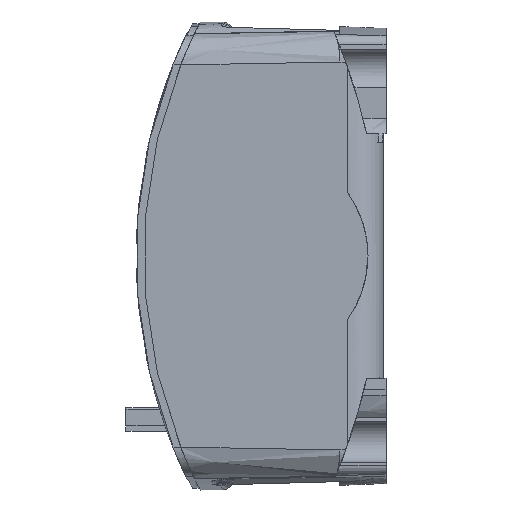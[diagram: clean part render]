
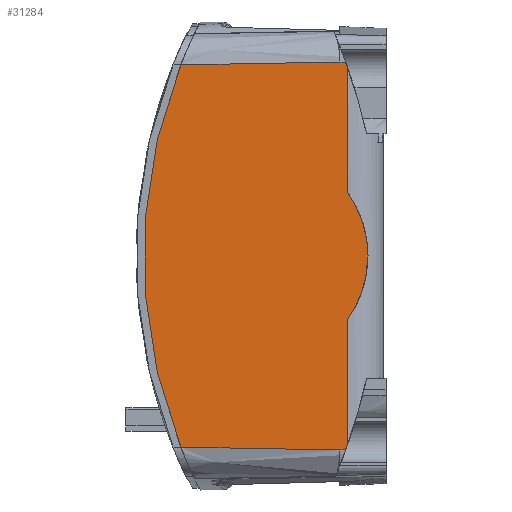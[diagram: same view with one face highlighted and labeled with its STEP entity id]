
A CAD part, left-side view. The second image highlights one B-rep face of the part: STEP entity #31284.
In plain terms, the highlighted planar face has unit normal (-1, 0, 0).
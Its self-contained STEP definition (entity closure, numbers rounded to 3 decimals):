
#12730=CARTESIAN_POINT('',(-65.,6.373,37.656));
#12744=CARTESIAN_POINT('',(-65.,6.,-36.617));
#12816=CARTESIAN_POINT('',(-65.,6.,36.616));
#12921=DIRECTION('',(0.,0.,-1.));
#12922=VECTOR('',#12921,24.288);
#12923=CARTESIAN_POINT('',(-65.,6.,36.616));
#12924=LINE('',#12923,#12922);
#12928=CARTESIAN_POINT('',(-65.,23.,0.));
#12929=DIRECTION('',(-1.,0.,0.));
#12930=DIRECTION('',(0.,-0.81,-0.587));
#12931=AXIS2_PLACEMENT_3D('',#12928,#12929,#12930);
#12936=DIRECTION('',(0.,0.,-1.));
#12937=VECTOR('',#12936,24.288);
#12938=CARTESIAN_POINT('',(-65.,6.,-12.329));
#12939=LINE('',#12938,#12937);
#12943=CARTESIAN_POINT('',(-65.,6.373,-37.656));
#12944=CARTESIAN_POINT('',(-65.,6.31,-37.483));
#12945=CARTESIAN_POINT('',(-65.,6.185,-37.137));
#12946=CARTESIAN_POINT('',(-65.,6.061,-36.791));
#12947=CARTESIAN_POINT('',(-65.,6.,-36.617));
#12952=CARTESIAN_POINT('',(-65.,38.357,-37.116));
#12953=CARTESIAN_POINT('',(-65.,33.213,-37.206));
#12954=CARTESIAN_POINT('',(-65.,22.927,-37.386));
#12955=CARTESIAN_POINT('',(-65.,12.642,-37.566));
#12956=CARTESIAN_POINT('',(-65.,7.5,-37.656));
#12961=CARTESIAN_POINT('',(-65.,-54.5,0.));
#12962=DIRECTION('',(1.,0.,0.));
#12963=DIRECTION('',(0.,0.929,-0.371));
#12964=AXIS2_PLACEMENT_3D('',#12961,#12962,#12963);
#12969=CARTESIAN_POINT('',(-65.,7.5,37.656));
#12970=CARTESIAN_POINT('',(-65.,12.642,37.566));
#12971=CARTESIAN_POINT('',(-65.,22.927,37.386));
#12972=CARTESIAN_POINT('',(-65.,33.213,37.206));
#12973=CARTESIAN_POINT('',(-65.,38.357,37.116));
#12978=DIRECTION('',(0.,-1.,0.));
#12979=VECTOR('',#12978,1.127);
#12980=CARTESIAN_POINT('',(-65.,7.5,37.656));
#12981=LINE('',#12980,#12979);
#12985=CARTESIAN_POINT('',(-65.,6.,36.616));
#12986=CARTESIAN_POINT('',(-65.,6.061,36.79));
#12987=CARTESIAN_POINT('',(-65.,6.185,37.137));
#12988=CARTESIAN_POINT('',(-65.,6.31,37.483));
#12989=CARTESIAN_POINT('',(-65.,6.373,37.656));
#12999=CARTESIAN_POINT('',(-65.,6.373,-37.656));
#13004=DIRECTION('',(0.,-1.,0.));
#13005=VECTOR('',#13004,1.127);
#13006=CARTESIAN_POINT('',(-65.,7.5,-37.656));
#13007=LINE('',#13006,#13005);
#19053=CARTESIAN_POINT('',(-65.,38.357,-37.116));
#19054=CARTESIAN_POINT('',(-65.,38.357,37.116));
#19055=VERTEX_POINT('',#19053);
#19056=VERTEX_POINT('',#19054);
#19727=CARTESIAN_POINT('',(-65.,6.,-12.329));
#19728=CARTESIAN_POINT('',(-65.,6.,12.329));
#19729=VERTEX_POINT('',#19727);
#19730=VERTEX_POINT('',#19728);
#20030=VERTEX_POINT('',#12969);
#20031=VERTEX_POINT('',#12956);
#20039=VERTEX_POINT('',#12730);
#20042=VERTEX_POINT('',#12999);
#20058=VERTEX_POINT('',#12744);
#20059=VERTEX_POINT('',#12816);
#31265=CARTESIAN_POINT('',(-65.,7.5,-43.178));
#31266=DIRECTION('',(-1.,0.,0.));
#31267=DIRECTION('',(0.,0.,1.));
#31268=AXIS2_PLACEMENT_3D('',#31265,#31266,#31267);
#31269=PLANE('',#31268);
#31270=ORIENTED_EDGE('',*,*,#31230,.T.);
#31271=ORIENTED_EDGE('',*,*,#31259,.F.);
#31272=ORIENTED_EDGE('',*,*,#31249,.T.);
#31273=ORIENTED_EDGE('',*,*,#31167,.F.);
#31275=ORIENTED_EDGE('',*,*,#31274,.F.);
#31277=ORIENTED_EDGE('',*,*,#31276,.F.);
#31278=ORIENTED_EDGE('',*,*,#30998,.T.);
#31279=ORIENTED_EDGE('',*,*,#31078,.F.);
#31280=ORIENTED_EDGE('',*,*,#31105,.T.);
#31281=ORIENTED_EDGE('',*,*,#31203,.F.);
#31282=EDGE_LOOP('',(#31270,#31271,#31272,#31273,#31275,#31277,#31278,#31279,
#31280,#31281));
#31283=FACE_OUTER_BOUND('',#31282,.F.);
#31284=ADVANCED_FACE('',(#31283),#31269,.T.);
#12932=CIRCLE('',#12931,21.);
#12948=B_SPLINE_CURVE_WITH_KNOTS('',3,(#12943,#12944,#12945,#12946,#12947),
.UNSPECIFIED.,.F.,.F.,(4,1,4),(0.,0.5,1.),.UNSPECIFIED.);
#12957=B_SPLINE_CURVE_WITH_KNOTS('',3,(#12952,#12953,#12954,#12955,#12956),
.UNSPECIFIED.,.F.,.F.,(4,1,4),(0.,0.5,1.),.UNSPECIFIED.);
#12965=CIRCLE('',#12964,100.);
#12974=B_SPLINE_CURVE_WITH_KNOTS('',3,(#12969,#12970,#12971,#12972,#12973),
.UNSPECIFIED.,.F.,.F.,(4,1,4),(0.,0.5,1.),.UNSPECIFIED.);
#12990=B_SPLINE_CURVE_WITH_KNOTS('',3,(#12985,#12986,#12987,#12988,#12989),
.UNSPECIFIED.,.F.,.F.,(4,1,4),(0.,0.5,1.),.UNSPECIFIED.);
#30998=EDGE_CURVE('',#19055,#19056,#12965,.T.);
#31078=EDGE_CURVE('',#20030,#19056,#12974,.T.);
#31105=EDGE_CURVE('',#20030,#20039,#12981,.T.);
#31167=EDGE_CURVE('',#20042,#20058,#12948,.T.);
#31203=EDGE_CURVE('',#20059,#20039,#12990,.T.);
#31230=EDGE_CURVE('',#20059,#19730,#12924,.T.);
#31249=EDGE_CURVE('',#19729,#20058,#12939,.T.);
#31259=EDGE_CURVE('',#19729,#19730,#12932,.T.);
#31274=EDGE_CURVE('',#20031,#20042,#13007,.T.);
#31276=EDGE_CURVE('',#19055,#20031,#12957,.T.);
